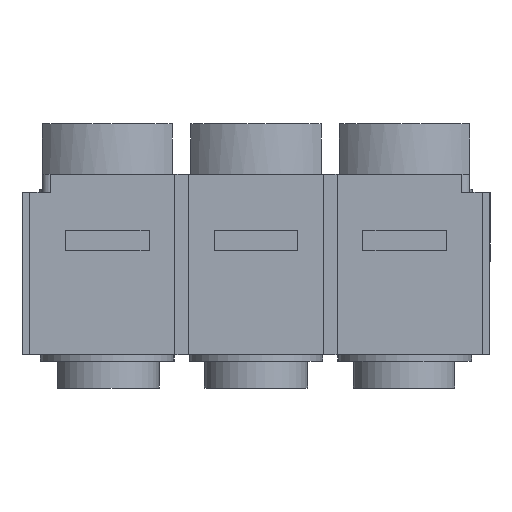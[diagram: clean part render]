
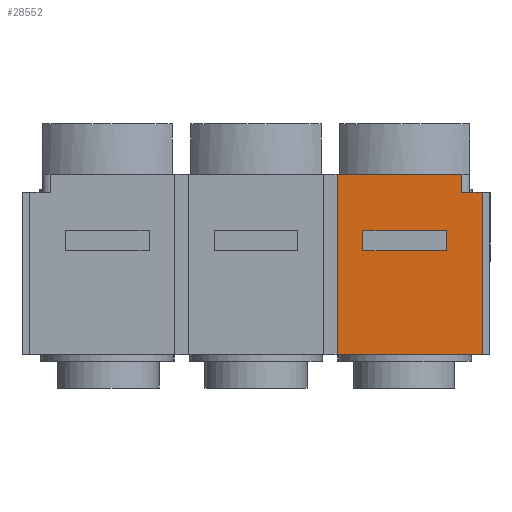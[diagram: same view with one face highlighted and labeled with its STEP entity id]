
A CAD part, front view. The second image highlights one B-rep face of the part: STEP entity #28552.
In plain terms, the highlighted planar face has unit normal (0, -1, 0).
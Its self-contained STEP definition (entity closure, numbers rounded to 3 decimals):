
#386 = PLANE ( 'NONE',  #28462 ) ;
#430 = VERTEX_POINT ( 'NONE', #23990 ) ;
#822 = CARTESIAN_POINT ( 'NONE',  ( -35., -50., 1. ) ) ;
#922 = EDGE_CURVE ( 'NONE', #12469, #11271, #25118, .T. ) ;
#1177 = EDGE_CURVE ( 'NONE', #16882, #6611, #23322, .T. ) ;
#1285 = VECTOR ( 'NONE', #16736, 1000. ) ;
#1330 = CARTESIAN_POINT ( 'NONE',  ( 59.245, -50., 55. ) ) ;
#1642 = VERTEX_POINT ( 'NONE', #15729 ) ;
#1661 = CARTESIAN_POINT ( 'NONE',  ( 66.982, -50., 38. ) ) ;
#1663 = ORIENTED_EDGE ( 'NONE', *, *, #15012, .T. ) ;
#3410 = CARTESIAN_POINT ( 'NONE',  ( 59.245, -50., 86. ) ) ;
#3647 = LINE ( 'NONE', #3410, #21858 ) ;
#3858 = LINE ( 'NONE', #12002, #5290 ) ;
#4287 = VERTEX_POINT ( 'NONE', #6752 ) ;
#4448 = LINE ( 'NONE', #17026, #11346 ) ;
#4926 = EDGE_LOOP ( 'NONE', ( #24766, #1663, #17306, #16671, #12655, #16960, #17978 ) ) ;
#5290 = VECTOR ( 'NONE', #8124, 1000. ) ;
#5357 = VECTOR ( 'NONE', #17099, 1000. ) ;
#5857 = VECTOR ( 'NONE', #15045, 1000. ) ;
#6611 = VERTEX_POINT ( 'NONE', #12626 ) ;
#6752 = CARTESIAN_POINT ( 'NONE',  ( 102.684, -50., 49.5 ) ) ;
#7051 = VERTEX_POINT ( 'NONE', #1330 ) ;
#8124 = DIRECTION ( 'NONE',  ( 1., 0., 0. ) ) ;
#8202 = VECTOR ( 'NONE', #16510, 1000. ) ;
#8961 = CARTESIAN_POINT ( 'NONE',  ( 66.982, -50., 32. ) ) ;
#8998 = CARTESIAN_POINT ( 'NONE',  ( 79.482, -50., 55. ) ) ;
#9416 = VERTEX_POINT ( 'NONE', #11014 ) ;
#9437 = VERTEX_POINT ( 'NONE', #8998 ) ;
#9859 = DIRECTION ( 'NONE',  ( 1., 0., 0. ) ) ;
#10020 = EDGE_CURVE ( 'NONE', #9416, #16882, #26053, .T. ) ;
#10390 = ORIENTED_EDGE ( 'NONE', *, *, #19848, .T. ) ;
#10599 = VECTOR ( 'NONE', #13072, 1000. ) ;
#10635 = LINE ( 'NONE', #22834, #8202 ) ;
#11014 = CARTESIAN_POINT ( 'NONE',  ( 66.982, -50., 38. ) ) ;
#11271 = VERTEX_POINT ( 'NONE', #11837 ) ;
#11346 = VECTOR ( 'NONE', #25975, 1000. ) ;
#11439 = EDGE_LOOP ( 'NONE', ( #13013, #25557, #10390, #20650 ) ) ;
#11784 = CARTESIAN_POINT ( 'NONE',  ( 96.495, -50., 49.5 ) ) ;
#11837 = CARTESIAN_POINT ( 'NONE',  ( 96.495, -50., 55. ) ) ;
#12002 = CARTESIAN_POINT ( 'NONE',  ( -35., -50., 49.5 ) ) ;
#12297 = DIRECTION ( 'NONE',  ( 0., 0., -1. ) ) ;
#12469 = VERTEX_POINT ( 'NONE', #11784 ) ;
#12626 = CARTESIAN_POINT ( 'NONE',  ( 91.982, -50., 32. ) ) ;
#12655 = ORIENTED_EDGE ( 'NONE', *, *, #23705, .F. ) ;
#12683 = VERTEX_POINT ( 'NONE', #25878 ) ;
#13013 = ORIENTED_EDGE ( 'NONE', *, *, #10020, .F. ) ;
#13072 = DIRECTION ( 'NONE',  ( 0., 0., -1. ) ) ;
#13739 = LINE ( 'NONE', #16979, #16481 ) ;
#13923 = EDGE_CURVE ( 'NONE', #430, #12683, #24795, .T. ) ;
#14083 = FACE_OUTER_BOUND ( 'NONE', #4926, .T. ) ;
#14200 = EDGE_CURVE ( 'NONE', #4287, #12683, #4448, .T. ) ;
#14619 = CARTESIAN_POINT ( 'NONE',  ( 98.995, -50., 55. ) ) ;
#15012 = EDGE_CURVE ( 'NONE', #7051, #430, #3647, .T. ) ;
#15045 = DIRECTION ( 'NONE',  ( 0., 0., 1. ) ) ;
#15306 = LINE ( 'NONE', #1661, #5357 ) ;
#15729 = CARTESIAN_POINT ( 'NONE',  ( 91.982, -50., 38. ) ) ;
#15841 = CARTESIAN_POINT ( 'NONE',  ( -35., -50., 1. ) ) ;
#16200 = VECTOR ( 'NONE', #26883, 1000. ) ;
#16481 = VECTOR ( 'NONE', #12297, 1000. ) ;
#16510 = DIRECTION ( 'NONE',  ( 1., 0., 0. ) ) ;
#16671 = ORIENTED_EDGE ( 'NONE', *, *, #14200, .F. ) ;
#16736 = DIRECTION ( 'NONE',  ( 1., 0., 0. ) ) ;
#16801 = DIRECTION ( 'NONE',  ( 0., 0., -1. ) ) ;
#16882 = VERTEX_POINT ( 'NONE', #20230 ) ;
#16960 = ORIENTED_EDGE ( 'NONE', *, *, #922, .T. ) ;
#16979 = CARTESIAN_POINT ( 'NONE',  ( 91.982, -50., 38. ) ) ;
#17026 = CARTESIAN_POINT ( 'NONE',  ( 102.684, -50., 88. ) ) ;
#17030 = EDGE_CURVE ( 'NONE', #7051, #9437, #10635, .T. ) ;
#17099 = DIRECTION ( 'NONE',  ( 1., 0., 0. ) ) ;
#17306 = ORIENTED_EDGE ( 'NONE', *, *, #13923, .T. ) ;
#17978 = ORIENTED_EDGE ( 'NONE', *, *, #25599, .F. ) ;
#18150 = EDGE_CURVE ( 'NONE', #9416, #1642, #15306, .T. ) ;
#19377 = CARTESIAN_POINT ( 'NONE',  ( 66.982, -50., 38. ) ) ;
#19848 = EDGE_CURVE ( 'NONE', #1642, #6611, #13739, .T. ) ;
#20230 = CARTESIAN_POINT ( 'NONE',  ( 66.982, -50., 32. ) ) ;
#20650 = ORIENTED_EDGE ( 'NONE', *, *, #1177, .F. ) ;
#21601 = FACE_BOUND ( 'NONE', #11439, .T. ) ;
#21858 = VECTOR ( 'NONE', #16801, 1000. ) ;
#22353 = DIRECTION ( 'NONE',  ( 0., 0., -1. ) ) ;
#22834 = CARTESIAN_POINT ( 'NONE',  ( 98.995, -50., 55. ) ) ;
#23322 = LINE ( 'NONE', #8961, #28202 ) ;
#23705 = EDGE_CURVE ( 'NONE', #12469, #4287, #3858, .T. ) ;
#23955 = CARTESIAN_POINT ( 'NONE',  ( 96.495, -50., 55. ) ) ;
#23990 = CARTESIAN_POINT ( 'NONE',  ( 59.245, -50., 1. ) ) ;
#24766 = ORIENTED_EDGE ( 'NONE', *, *, #17030, .F. ) ;
#24795 = LINE ( 'NONE', #822, #16200 ) ;
#25118 = LINE ( 'NONE', #23955, #5857 ) ;
#25557 = ORIENTED_EDGE ( 'NONE', *, *, #18150, .T. ) ;
#25599 = EDGE_CURVE ( 'NONE', #9437, #11271, #28557, .T. ) ;
#25878 = CARTESIAN_POINT ( 'NONE',  ( 102.684, -50., 1. ) ) ;
#25975 = DIRECTION ( 'NONE',  ( 0., 0., -1. ) ) ;
#26053 = LINE ( 'NONE', #19377, #10599 ) ;
#26537 = DIRECTION ( 'NONE',  ( 0., -1., 0. ) ) ;
#26883 = DIRECTION ( 'NONE',  ( 1., 0., 0. ) ) ;
#28202 = VECTOR ( 'NONE', #9859, 1000. ) ;
#28462 = AXIS2_PLACEMENT_3D ( 'NONE', #15841, #26537, #22353 ) ;
#28552 = ADVANCED_FACE ( 'NONE', ( #14083, #21601 ), #386, .T. ) ;
#28557 = LINE ( 'NONE', #14619, #1285 ) ;
